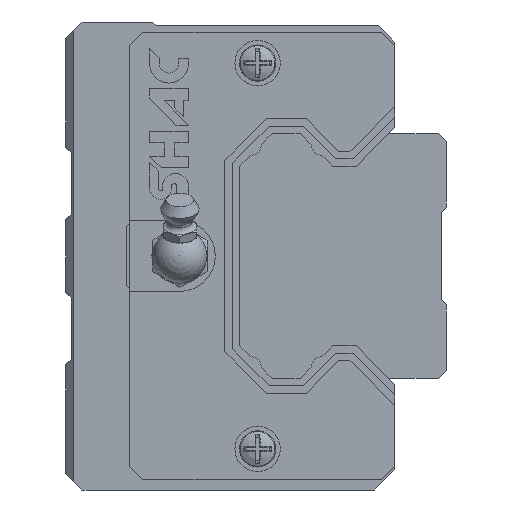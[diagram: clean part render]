
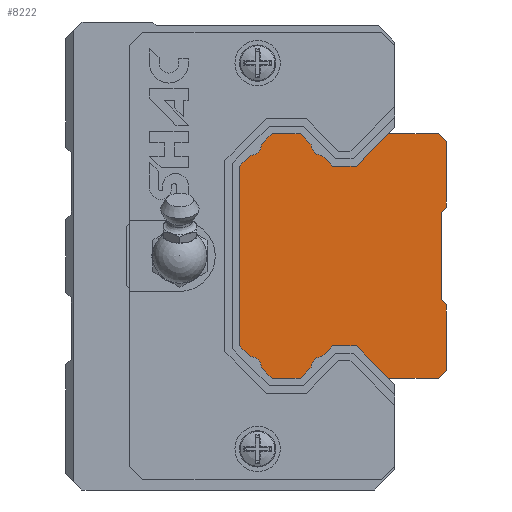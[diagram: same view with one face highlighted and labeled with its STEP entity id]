
A CAD part, left-side view. The second image highlights one B-rep face of the part: STEP entity #8222.
In plain terms, the highlighted planar face has unit normal (-1, 0, 0).
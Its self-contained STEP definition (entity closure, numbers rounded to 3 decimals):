
#217=CIRCLE('',#8780,1.962);
#218=CIRCLE('',#8781,1.962);
#219=CIRCLE('',#8782,1.962);
#220=CIRCLE('',#8783,1.962);
#433=ORIENTED_EDGE('',*,*,#2809,.T.);
#434=ORIENTED_EDGE('',*,*,#2778,.F.);
#435=ORIENTED_EDGE('',*,*,#2810,.F.);
#436=ORIENTED_EDGE('',*,*,#2811,.F.);
#437=ORIENTED_EDGE('',*,*,#2812,.F.);
#438=ORIENTED_EDGE('',*,*,#2813,.F.);
#439=ORIENTED_EDGE('',*,*,#2814,.F.);
#440=ORIENTED_EDGE('',*,*,#2815,.T.);
#441=ORIENTED_EDGE('',*,*,#2816,.F.);
#442=ORIENTED_EDGE('',*,*,#2817,.F.);
#443=ORIENTED_EDGE('',*,*,#2818,.F.);
#444=ORIENTED_EDGE('',*,*,#2819,.T.);
#445=ORIENTED_EDGE('',*,*,#2820,.F.);
#446=ORIENTED_EDGE('',*,*,#2821,.F.);
#447=ORIENTED_EDGE('',*,*,#2822,.F.);
#448=ORIENTED_EDGE('',*,*,#2823,.T.);
#449=ORIENTED_EDGE('',*,*,#2824,.F.);
#450=ORIENTED_EDGE('',*,*,#2825,.F.);
#451=ORIENTED_EDGE('',*,*,#2826,.F.);
#452=ORIENTED_EDGE('',*,*,#2827,.T.);
#453=ORIENTED_EDGE('',*,*,#2828,.F.);
#454=ORIENTED_EDGE('',*,*,#2829,.F.);
#455=ORIENTED_EDGE('',*,*,#2830,.F.);
#456=ORIENTED_EDGE('',*,*,#2831,.F.);
#457=ORIENTED_EDGE('',*,*,#2832,.F.);
#458=ORIENTED_EDGE('',*,*,#2780,.F.);
#459=ORIENTED_EDGE('',*,*,#2833,.T.);
#460=ORIENTED_EDGE('',*,*,#2834,.T.);
#2778=EDGE_CURVE('',#3967,#3965,#4777,.T.);
#2780=EDGE_CURVE('',#3969,#3970,#4779,.T.);
#2809=EDGE_CURVE('',#3996,#3965,#4804,.T.);
#2810=EDGE_CURVE('',#3997,#3967,#4805,.T.);
#2811=EDGE_CURVE('',#3998,#3997,#4806,.T.);
#2812=EDGE_CURVE('',#3999,#3998,#4807,.T.);
#2813=EDGE_CURVE('',#4000,#3999,#4808,.T.);
#2814=EDGE_CURVE('',#4001,#4000,#4809,.T.);
#2815=EDGE_CURVE('',#4001,#4002,#217,.T.);
#2816=EDGE_CURVE('',#4003,#4002,#4810,.T.);
#2817=EDGE_CURVE('',#4004,#4003,#4811,.T.);
#2818=EDGE_CURVE('',#4005,#4004,#4812,.T.);
#2819=EDGE_CURVE('',#4005,#4006,#218,.T.);
#2820=EDGE_CURVE('',#4007,#4006,#4813,.T.);
#2821=EDGE_CURVE('',#4008,#4007,#4814,.T.);
#2822=EDGE_CURVE('',#4009,#4008,#4815,.T.);
#2823=EDGE_CURVE('',#4009,#4010,#219,.T.);
#2824=EDGE_CURVE('',#4011,#4010,#4816,.T.);
#2825=EDGE_CURVE('',#4012,#4011,#4817,.T.);
#2826=EDGE_CURVE('',#4013,#4012,#4818,.T.);
#2827=EDGE_CURVE('',#4013,#4014,#220,.T.);
#2828=EDGE_CURVE('',#4015,#4014,#4819,.T.);
#2829=EDGE_CURVE('',#4016,#4015,#4820,.T.);
#2830=EDGE_CURVE('',#4017,#4016,#4821,.T.);
#2831=EDGE_CURVE('',#4018,#4017,#4822,.T.);
#2832=EDGE_CURVE('',#3970,#4018,#4823,.T.);
#2833=EDGE_CURVE('',#3969,#4019,#4824,.T.);
#2834=EDGE_CURVE('',#4019,#3996,#4825,.T.);
#3965=VERTEX_POINT('',#11757);
#3967=VERTEX_POINT('',#11761);
#3969=VERTEX_POINT('',#11766);
#3970=VERTEX_POINT('',#11768);
#3996=VERTEX_POINT('',#11825);
#3997=VERTEX_POINT('',#11827);
#3998=VERTEX_POINT('',#11829);
#3999=VERTEX_POINT('',#11831);
#4000=VERTEX_POINT('',#11833);
#4001=VERTEX_POINT('',#11835);
#4002=VERTEX_POINT('',#11837);
#4003=VERTEX_POINT('',#11839);
#4004=VERTEX_POINT('',#11841);
#4005=VERTEX_POINT('',#11843);
#4006=VERTEX_POINT('',#11845);
#4007=VERTEX_POINT('',#11847);
#4008=VERTEX_POINT('',#11849);
#4009=VERTEX_POINT('',#11851);
#4010=VERTEX_POINT('',#11853);
#4011=VERTEX_POINT('',#11855);
#4012=VERTEX_POINT('',#11857);
#4013=VERTEX_POINT('',#11859);
#4014=VERTEX_POINT('',#11861);
#4015=VERTEX_POINT('',#11863);
#4016=VERTEX_POINT('',#11865);
#4017=VERTEX_POINT('',#11867);
#4018=VERTEX_POINT('',#11869);
#4019=VERTEX_POINT('',#11872);
#4777=LINE('',#11762,#5752);
#4779=LINE('',#11767,#5754);
#4804=LINE('',#11824,#5779);
#4805=LINE('',#11826,#5780);
#4806=LINE('',#11828,#5781);
#4807=LINE('',#11830,#5782);
#4808=LINE('',#11832,#5783);
#4809=LINE('',#11834,#5784);
#4810=LINE('',#11838,#5785);
#4811=LINE('',#11840,#5786);
#4812=LINE('',#11842,#5787);
#4813=LINE('',#11846,#5788);
#4814=LINE('',#11848,#5789);
#4815=LINE('',#11850,#5790);
#4816=LINE('',#11854,#5791);
#4817=LINE('',#11856,#5792);
#4818=LINE('',#11858,#5793);
#4819=LINE('',#11862,#5794);
#4820=LINE('',#11864,#5795);
#4821=LINE('',#11866,#5796);
#4822=LINE('',#11868,#5797);
#4823=LINE('',#11870,#5798);
#4824=LINE('',#11871,#5799);
#4825=LINE('',#11873,#5800);
#5752=VECTOR('',#9447,1000.);
#5754=VECTOR('',#9451,1000.);
#5779=VECTOR('',#9488,1000.);
#5780=VECTOR('',#9489,1000.);
#5781=VECTOR('',#9490,1000.);
#5782=VECTOR('',#9491,1000.);
#5783=VECTOR('',#9492,1000.);
#5784=VECTOR('',#9493,1000.);
#5785=VECTOR('',#9496,1000.);
#5786=VECTOR('',#9497,1000.);
#5787=VECTOR('',#9498,1000.);
#5788=VECTOR('',#9501,1000.);
#5789=VECTOR('',#9502,1000.);
#5790=VECTOR('',#9503,1000.);
#5791=VECTOR('',#9506,1000.);
#5792=VECTOR('',#9507,1000.);
#5793=VECTOR('',#9508,1000.);
#5794=VECTOR('',#9511,1000.);
#5795=VECTOR('',#9512,1000.);
#5796=VECTOR('',#9513,1000.);
#5797=VECTOR('',#9514,1000.);
#5798=VECTOR('',#9515,1000.);
#5799=VECTOR('',#9516,1000.);
#5800=VECTOR('',#9517,1000.);
#6727=EDGE_LOOP('',(#433,#434,#435,#436,#437,#438,#439,#440,#441,#442,#443,
#444,#445,#446,#447,#448,#449,#450,#451,#452,#453,#454,#455,#456,#457,#458,
#459,#460));
#7286=FACE_BOUND('',#6727,.T.);
#7849=PLANE('',#8779);
#8222=ADVANCED_FACE('',(#7286),#7849,.F.);
#8779=AXIS2_PLACEMENT_3D('',#11823,#9486,#9487);
#8780=AXIS2_PLACEMENT_3D('',#11836,#9494,#9495);
#8781=AXIS2_PLACEMENT_3D('',#11844,#9499,#9500);
#8782=AXIS2_PLACEMENT_3D('',#11852,#9504,#9505);
#8783=AXIS2_PLACEMENT_3D('',#11860,#9509,#9510);
#9447=DIRECTION('',(0.,0.,-1.));
#9451=DIRECTION('',(0.,0.,-1.));
#9486=DIRECTION('',(1.,0.,0.));
#9487=DIRECTION('',(0.,0.,-1.));
#9488=DIRECTION('',(0.,-0.707,0.707));
#9489=DIRECTION('',(0.,-0.707,-0.707));
#9490=DIRECTION('',(0.,-1.,0.));
#9491=DIRECTION('',(0.,-0.707,0.707));
#9492=DIRECTION('',(0.,-1.,0.));
#9493=DIRECTION('',(0.,-0.707,-0.707));
#9494=DIRECTION('',(1.,0.,0.));
#9495=DIRECTION('',(0.,0.,-1.));
#9496=DIRECTION('',(0.,-0.707,-0.707));
#9497=DIRECTION('',(0.,-1.,0.));
#9498=DIRECTION('',(0.,-0.707,0.707));
#9499=DIRECTION('',(1.,0.,0.));
#9500=DIRECTION('',(0.,0.,-1.));
#9501=DIRECTION('',(0.,-0.707,0.707));
#9502=DIRECTION('',(0.,0.,1.));
#9503=DIRECTION('',(0.,0.707,0.707));
#9504=DIRECTION('',(1.,0.,0.));
#9505=DIRECTION('',(0.,0.,-1.));
#9506=DIRECTION('',(0.,0.707,0.707));
#9507=DIRECTION('',(0.,1.,0.));
#9508=DIRECTION('',(0.,0.707,-0.707));
#9509=DIRECTION('',(1.,0.,0.));
#9510=DIRECTION('',(0.,0.,-1.));
#9511=DIRECTION('',(0.,0.707,-0.707));
#9512=DIRECTION('',(0.,1.,0.));
#9513=DIRECTION('',(0.,0.707,0.707));
#9514=DIRECTION('',(0.,1.,0.));
#9515=DIRECTION('',(0.,0.707,-0.707));
#9516=DIRECTION('',(0.,0.707,0.707));
#9517=DIRECTION('',(0.,0.,1.));
#11757=CARTESIAN_POINT('',(-125.,0.,9.));
#11761=CARTESIAN_POINT('',(-125.,0.,21.));
#11762=CARTESIAN_POINT('',(-125.,0.,21.));
#11766=CARTESIAN_POINT('',(-125.,0.,-9.));
#11767=CARTESIAN_POINT('',(-125.,0.,21.));
#11768=CARTESIAN_POINT('',(-125.,0.,-21.));
#11823=CARTESIAN_POINT('',(-125.,22.929,20.471));
#11824=CARTESIAN_POINT('',(-125.,1.,8.));
#11825=CARTESIAN_POINT('',(-125.,1.,8.));
#11826=CARTESIAN_POINT('',(-125.,1.5,22.5));
#11827=CARTESIAN_POINT('',(-125.,1.5,22.5));
#11828=CARTESIAN_POINT('',(-125.,10.625,22.5));
#11829=CARTESIAN_POINT('',(-125.,10.625,22.5));
#11830=CARTESIAN_POINT('',(-125.,16.61,16.515));
#11831=CARTESIAN_POINT('',(-125.,16.61,16.515));
#11832=CARTESIAN_POINT('',(-125.,20.9,16.515));
#11833=CARTESIAN_POINT('',(-125.,20.9,16.515));
#11834=CARTESIAN_POINT('',(-125.,22.895,18.51));
#11835=CARTESIAN_POINT('',(-125.,22.895,18.51));
#11836=CARTESIAN_POINT('',(-125.,22.929,20.471));
#11837=CARTESIAN_POINT('',(-125.,24.89,20.505));
#11838=CARTESIAN_POINT('',(-125.,26.885,22.5));
#11839=CARTESIAN_POINT('',(-125.,26.885,22.5));
#11840=CARTESIAN_POINT('',(-125.,32.015,22.5));
#11841=CARTESIAN_POINT('',(-125.,32.015,22.5));
#11842=CARTESIAN_POINT('',(-125.,34.01,20.505));
#11843=CARTESIAN_POINT('',(-125.,34.01,20.505));
#11844=CARTESIAN_POINT('',(-125.,35.971,20.471));
#11845=CARTESIAN_POINT('',(-125.,36.005,18.51));
#11846=CARTESIAN_POINT('',(-125.,38.,16.515));
#11847=CARTESIAN_POINT('',(-125.,38.,16.515));
#11848=CARTESIAN_POINT('',(-125.,38.,-16.515));
#11849=CARTESIAN_POINT('',(-125.,38.,-16.515));
#11850=CARTESIAN_POINT('',(-125.,36.005,-18.51));
#11851=CARTESIAN_POINT('',(-125.,36.005,-18.51));
#11852=CARTESIAN_POINT('',(-125.,35.971,-20.471));
#11853=CARTESIAN_POINT('',(-125.,34.01,-20.505));
#11854=CARTESIAN_POINT('',(-125.,32.015,-22.5));
#11855=CARTESIAN_POINT('',(-125.,32.015,-22.5));
#11856=CARTESIAN_POINT('',(-125.,26.885,-22.5));
#11857=CARTESIAN_POINT('',(-125.,26.885,-22.5));
#11858=CARTESIAN_POINT('',(-125.,24.89,-20.505));
#11859=CARTESIAN_POINT('',(-125.,24.89,-20.505));
#11860=CARTESIAN_POINT('',(-125.,22.929,-20.471));
#11861=CARTESIAN_POINT('',(-125.,22.895,-18.51));
#11862=CARTESIAN_POINT('',(-125.,20.9,-16.515));
#11863=CARTESIAN_POINT('',(-125.,20.9,-16.515));
#11864=CARTESIAN_POINT('',(-125.,16.61,-16.515));
#11865=CARTESIAN_POINT('',(-125.,16.61,-16.515));
#11866=CARTESIAN_POINT('',(-125.,10.625,-22.5));
#11867=CARTESIAN_POINT('',(-125.,10.625,-22.5));
#11868=CARTESIAN_POINT('',(-125.,1.5,-22.5));
#11869=CARTESIAN_POINT('',(-125.,1.5,-22.5));
#11870=CARTESIAN_POINT('',(-125.,0.,-21.));
#11871=CARTESIAN_POINT('',(-125.,0.,-9.));
#11872=CARTESIAN_POINT('',(-125.,1.,-8.));
#11873=CARTESIAN_POINT('',(-125.,1.,-8.));
